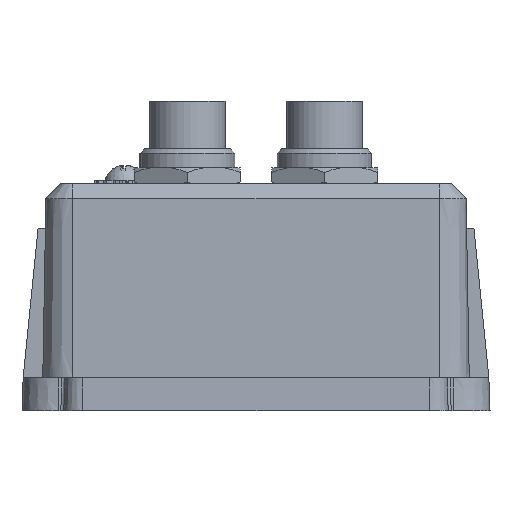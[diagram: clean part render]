
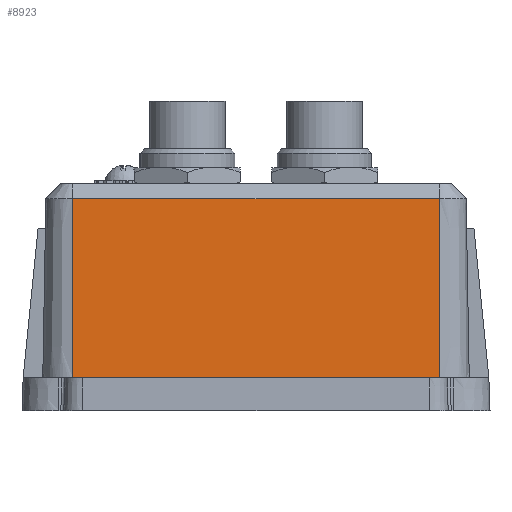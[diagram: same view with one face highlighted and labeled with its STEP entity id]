
A CAD part, left-side view. The second image highlights one B-rep face of the part: STEP entity #8923.
In plain terms, the highlighted planar face has unit normal (-1, 0, 0.018).
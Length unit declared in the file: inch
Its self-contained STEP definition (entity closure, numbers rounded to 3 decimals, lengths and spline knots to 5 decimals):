
#3273 = EDGE_LOOP ( 'NONE', ( #12368, #21160, #25642, #39026 ) ) ;
#7897 = CARTESIAN_POINT ( 'NONE',  ( -3.9445, 0.40274, 0.64961 ) ) ;
#7937 = EDGE_CURVE ( 'NONE', #41987, #57016, #25983, .T. ) ;
#8923 = ADVANCED_FACE ( 'NONE', ( #50327 ), #46050, .T. ) ;
#10556 = B_SPLINE_CURVE_WITH_KNOTS ( 'NONE', 3,
 ( #27231, #55861, #12389, #41797 ),
 .UNSPECIFIED., .F., .F.,
 ( 4, 4 ),
 ( 0., 1. ),
 .UNSPECIFIED. ) ;
#12368 = ORIENTED_EDGE ( 'NONE', *, *, #14950, .T. ) ;
#12389 = CARTESIAN_POINT ( 'NONE',  ( -3.95822, -1.20818, -0.13779 ) ) ;
#12896 = CARTESIAN_POINT ( 'NONE',  ( -3.9651, 1.20824, -0.5315 ) ) ;
#13663 = DIRECTION ( 'NONE',  ( 0., -1., 0. ) ) ;
#14950 = EDGE_CURVE ( 'NONE', #57016, #33943, #41566, .T. ) ;
#17666 = CARTESIAN_POINT ( 'NONE',  ( -3.9445, 0., 0.64961 ) ) ;
#18508 = AXIS2_PLACEMENT_3D ( 'NONE', #17666, #42783, #28036 ) ;
#21160 = ORIENTED_EDGE ( 'NONE', *, *, #41526, .F. ) ;
#21873 = CARTESIAN_POINT ( 'NONE',  ( -3.94447, 1.20821, 0.64959 ) ) ;
#22354 = CARTESIAN_POINT ( 'NONE',  ( -3.95137, 1.20822, 0.25591 ) ) ;
#25642 = ORIENTED_EDGE ( 'NONE', *, *, #55872, .F. ) ;
#25983 = B_SPLINE_CURVE_WITH_KNOTS ( 'NONE', 3,
 ( #41877, #22354, #56567, #12896 ),
 .UNSPECIFIED., .F., .F.,
 ( 4, 4 ),
 ( 0., 1. ),
 .UNSPECIFIED. ) ;
#26834 = CARTESIAN_POINT ( 'NONE',  ( -3.9445, -0.40274, 0.64961 ) ) ;
#27231 = CARTESIAN_POINT ( 'NONE',  ( -3.94447, -1.20822, 0.64959 ) ) ;
#28036 = DIRECTION ( 'NONE',  ( 0.017, 0., 1. ) ) ;
#28524 = VECTOR ( 'NONE', #13663, 39.37008 ) ;
#28929 = CARTESIAN_POINT ( 'NONE',  ( -3.96511, 0., -0.5315 ) ) ;
#31799 = CARTESIAN_POINT ( 'NONE',  ( -3.94447, -1.20822, 0.64959 ) ) ;
#32317 = CARTESIAN_POINT ( 'NONE',  ( -3.9651, -1.20815, -0.5315 ) ) ;
#33943 = VERTEX_POINT ( 'NONE', #32317 ) ;
#36623 = CARTESIAN_POINT ( 'NONE',  ( -3.94447, -1.20822, 0.64959 ) ) ;
#39026 = ORIENTED_EDGE ( 'NONE', *, *, #7937, .T. ) ;
#41526 = EDGE_CURVE ( 'NONE', #45862, #33943, #10556, .T. ) ;
#41566 = LINE ( 'NONE', #28929, #28524 ) ;
#41797 = CARTESIAN_POINT ( 'NONE',  ( -3.9651, -1.20815, -0.5315 ) ) ;
#41877 = CARTESIAN_POINT ( 'NONE',  ( -3.94447, 1.20821, 0.64959 ) ) ;
#41987 = VERTEX_POINT ( 'NONE', #59867 ) ;
#42602 = B_SPLINE_CURVE_WITH_KNOTS ( 'NONE', 3,
 ( #21873, #7897, #26834, #31799 ),
 .UNSPECIFIED., .F., .F.,
 ( 4, 4 ),
 ( 0., 1. ),
 .UNSPECIFIED. ) ;
#42783 = DIRECTION ( 'NONE',  ( -1., 0., 0.017 ) ) ;
#45862 = VERTEX_POINT ( 'NONE', #36623 ) ;
#46050 = PLANE ( 'NONE',  #18508 ) ;
#50327 = FACE_OUTER_BOUND ( 'NONE', #3273, .T. ) ;
#55861 = CARTESIAN_POINT ( 'NONE',  ( -3.95135, -1.2082, 0.25591 ) ) ;
#55872 = EDGE_CURVE ( 'NONE', #41987, #45862, #42602, .T. ) ;
#56567 = CARTESIAN_POINT ( 'NONE',  ( -3.95824, 1.20823, -0.13779 ) ) ;
#57016 = VERTEX_POINT ( 'NONE', #59909 ) ;
#59867 = CARTESIAN_POINT ( 'NONE',  ( -3.94447, 1.20821, 0.64959 ) ) ;
#59909 = CARTESIAN_POINT ( 'NONE',  ( -3.9651, 1.20824, -0.5315 ) ) ;
